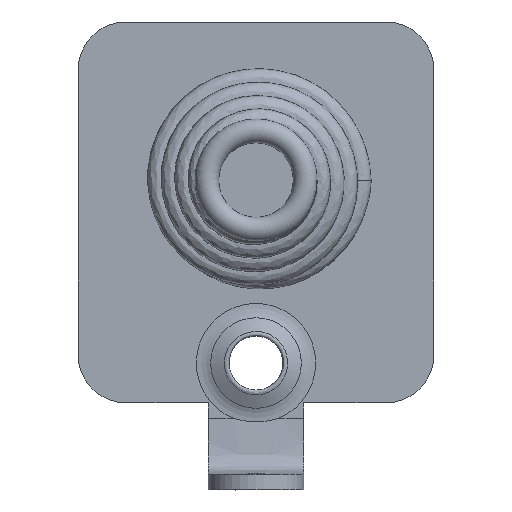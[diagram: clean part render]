
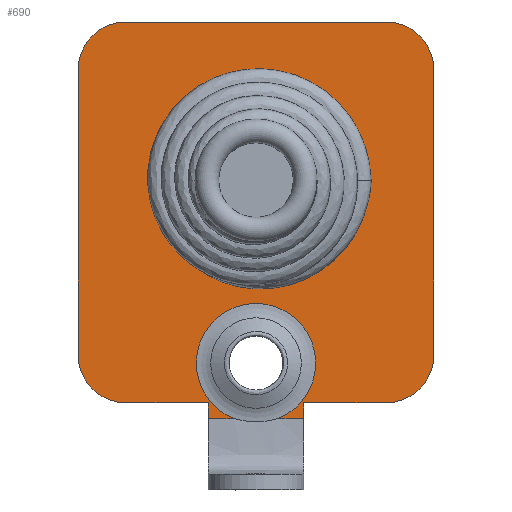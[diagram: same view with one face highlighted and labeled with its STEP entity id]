
A CAD part, top view. The second image highlights one B-rep face of the part: STEP entity #690.
In plain terms, the highlighted planar face has unit normal (0, 0, 1).
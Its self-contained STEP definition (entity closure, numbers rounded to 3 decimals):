
#31=FACE_BOUND('',#123,.T.);
#48=PLANE('',#772);
#82=FACE_OUTER_BOUND('',#122,.T.);
#122=EDGE_LOOP('',(#567,#568,#569,#570,#571,#572,#573,#574,#575,#576,#577,
#578,#579,#580,#581));
#123=EDGE_LOOP('',(#582));
#146=LINE('',#1132,#188);
#147=LINE('',#1166,#189);
#159=LINE('',#1260,#201);
#171=LINE('',#1408,#213);
#172=LINE('',#1412,#214);
#173=LINE('',#1416,#215);
#174=LINE('',#1420,#216);
#175=LINE('',#1424,#217);
#176=LINE('',#1425,#218);
#188=VECTOR('',#829,10.);
#189=VECTOR('',#830,10.);
#201=VECTOR('',#852,10.);
#213=VECTOR('',#934,10.);
#214=VECTOR('',#937,10.);
#215=VECTOR('',#940,10.);
#216=VECTOR('',#943,10.);
#217=VECTOR('',#946,10.);
#218=VECTOR('',#947,10.);
#236=CIRCLE('',#742,1.879);
#237=CIRCLE('',#743,1.879);
#254=CIRCLE('',#768,3.095);
#257=CIRCLE('',#773,1.5);
#258=CIRCLE('',#774,1.5);
#259=CIRCLE('',#775,1.5);
#260=CIRCLE('',#776,1.5);
#296=VERTEX_POINT('',#1118);
#297=VERTEX_POINT('',#1131);
#298=VERTEX_POINT('',#1133);
#299=VERTEX_POINT('',#1165);
#310=VERTEX_POINT('',#1258);
#313=VERTEX_POINT('',#1267);
#333=VERTEX_POINT('',#1397);
#336=VERTEX_POINT('',#1407);
#337=VERTEX_POINT('',#1409);
#338=VERTEX_POINT('',#1411);
#339=VERTEX_POINT('',#1413);
#340=VERTEX_POINT('',#1415);
#341=VERTEX_POINT('',#1417);
#342=VERTEX_POINT('',#1419);
#343=VERTEX_POINT('',#1421);
#344=VERTEX_POINT('',#1423);
#365=EDGE_CURVE('',#296,#297,#146,.T.);
#367=EDGE_CURVE('',#298,#299,#147,.T.);
#384=EDGE_CURVE('',#310,#296,#159,.T.);
#388=EDGE_CURVE('',#313,#298,#236,.T.);
#389=EDGE_CURVE('',#297,#313,#237,.T.);
#418=EDGE_CURVE('',#333,#333,#254,.T.);
#422=EDGE_CURVE('',#310,#336,#171,.T.);
#423=EDGE_CURVE('',#337,#336,#257,.T.);
#424=EDGE_CURVE('',#337,#338,#172,.T.);
#425=EDGE_CURVE('',#339,#338,#258,.T.);
#426=EDGE_CURVE('',#339,#340,#173,.T.);
#427=EDGE_CURVE('',#341,#340,#259,.T.);
#428=EDGE_CURVE('',#341,#342,#174,.T.);
#429=EDGE_CURVE('',#343,#342,#260,.T.);
#430=EDGE_CURVE('',#343,#344,#175,.T.);
#431=EDGE_CURVE('',#344,#299,#176,.T.);
#567=ORIENTED_EDGE('',*,*,#389,.F.);
#568=ORIENTED_EDGE('',*,*,#365,.F.);
#569=ORIENTED_EDGE('',*,*,#384,.F.);
#570=ORIENTED_EDGE('',*,*,#422,.T.);
#571=ORIENTED_EDGE('',*,*,#423,.F.);
#572=ORIENTED_EDGE('',*,*,#424,.T.);
#573=ORIENTED_EDGE('',*,*,#425,.F.);
#574=ORIENTED_EDGE('',*,*,#426,.T.);
#575=ORIENTED_EDGE('',*,*,#427,.F.);
#576=ORIENTED_EDGE('',*,*,#428,.T.);
#577=ORIENTED_EDGE('',*,*,#429,.F.);
#578=ORIENTED_EDGE('',*,*,#430,.T.);
#579=ORIENTED_EDGE('',*,*,#431,.T.);
#580=ORIENTED_EDGE('',*,*,#367,.F.);
#581=ORIENTED_EDGE('',*,*,#388,.F.);
#582=ORIENTED_EDGE('',*,*,#418,.F.);
#690=ADVANCED_FACE('',(#82,#31),#48,.T.);
#742=AXIS2_PLACEMENT_3D('',#1269,#862,#863);
#743=AXIS2_PLACEMENT_3D('',#1270,#864,#865);
#768=AXIS2_PLACEMENT_3D('',#1399,#923,#924);
#772=AXIS2_PLACEMENT_3D('',#1406,#932,#933);
#773=AXIS2_PLACEMENT_3D('',#1410,#935,#936);
#774=AXIS2_PLACEMENT_3D('',#1414,#938,#939);
#775=AXIS2_PLACEMENT_3D('',#1418,#941,#942);
#776=AXIS2_PLACEMENT_3D('',#1422,#944,#945);
#829=DIRECTION('',(-1.,0.,0.));
#830=DIRECTION('',(-1.,0.,0.));
#852=DIRECTION('',(0.,-1.,0.));
#862=DIRECTION('center_axis',(0.,0.,1.));
#863=DIRECTION('ref_axis',(1.,0.,0.));
#864=DIRECTION('center_axis',(0.,0.,1.));
#865=DIRECTION('ref_axis',(1.,0.,0.));
#923=DIRECTION('center_axis',(0.,0.,1.));
#924=DIRECTION('ref_axis',(-1.,0.,0.));
#932=DIRECTION('center_axis',(0.,0.,1.));
#933=DIRECTION('ref_axis',(1.,0.,0.));
#934=DIRECTION('',(1.,0.,0.));
#935=DIRECTION('center_axis',(0.,0.,-1.));
#936=DIRECTION('ref_axis',(0.707,-0.707,0.));
#937=DIRECTION('',(0.,1.,0.));
#938=DIRECTION('center_axis',(0.,0.,-1.));
#939=DIRECTION('ref_axis',(0.707,0.707,0.));
#940=DIRECTION('',(-1.,0.,0.));
#941=DIRECTION('center_axis',(0.,0.,-1.));
#942=DIRECTION('ref_axis',(-0.707,0.707,0.));
#943=DIRECTION('',(0.,-1.,0.));
#944=DIRECTION('center_axis',(0.,0.,-1.));
#945=DIRECTION('ref_axis',(-0.707,-0.707,0.));
#946=DIRECTION('',(1.,0.,0.));
#947=DIRECTION('',(0.,-1.,0.));
#1118=CARTESIAN_POINT('',(1.5,-6.495,0.5));
#1131=CARTESIAN_POINT('',(0.683,-6.495,0.5));
#1132=CARTESIAN_POINT('',(1.5,-6.495,0.5));
#1133=CARTESIAN_POINT('',(-0.683,-6.495,0.5));
#1165=CARTESIAN_POINT('',(-1.5,-6.495,0.5));
#1166=CARTESIAN_POINT('',(1.5,-6.495,0.5));
#1258=CARTESIAN_POINT('',(1.5,-5.995,0.5));
#1260=CARTESIAN_POINT('',(1.5,-5.995,0.5));
#1267=CARTESIAN_POINT('',(1.879,-4.745,0.5));
#1269=CARTESIAN_POINT('Origin',(0.,-4.745,0.5));
#1270=CARTESIAN_POINT('Origin',(0.,-4.745,0.5));
#1397=CARTESIAN_POINT('',(3.095,0.995,0.5));
#1399=CARTESIAN_POINT('Origin',(0.,0.995,0.5));
#1406=CARTESIAN_POINT('Origin',(0.,0.,0.5));
#1407=CARTESIAN_POINT('',(4.1,-5.995,0.5));
#1408=CARTESIAN_POINT('',(5.6,-5.995,0.5));
#1409=CARTESIAN_POINT('',(5.6,-4.495,0.5));
#1410=CARTESIAN_POINT('Origin',(4.1,-4.495,0.5));
#1411=CARTESIAN_POINT('',(5.6,4.495,0.5));
#1412=CARTESIAN_POINT('',(5.6,5.995,0.5));
#1413=CARTESIAN_POINT('',(4.1,5.995,0.5));
#1414=CARTESIAN_POINT('Origin',(4.1,4.495,0.5));
#1415=CARTESIAN_POINT('',(-4.1,5.995,0.5));
#1416=CARTESIAN_POINT('',(-5.6,5.995,0.5));
#1417=CARTESIAN_POINT('',(-5.6,4.495,0.5));
#1418=CARTESIAN_POINT('Origin',(-4.1,4.495,0.5));
#1419=CARTESIAN_POINT('',(-5.6,-4.495,0.5));
#1420=CARTESIAN_POINT('',(-5.6,-5.995,0.5));
#1421=CARTESIAN_POINT('',(-4.1,-5.995,0.5));
#1422=CARTESIAN_POINT('Origin',(-4.1,-4.495,0.5));
#1423=CARTESIAN_POINT('',(-1.5,-5.995,0.5));
#1424=CARTESIAN_POINT('',(5.6,-5.995,0.5));
#1425=CARTESIAN_POINT('',(-1.5,-5.995,0.5));
